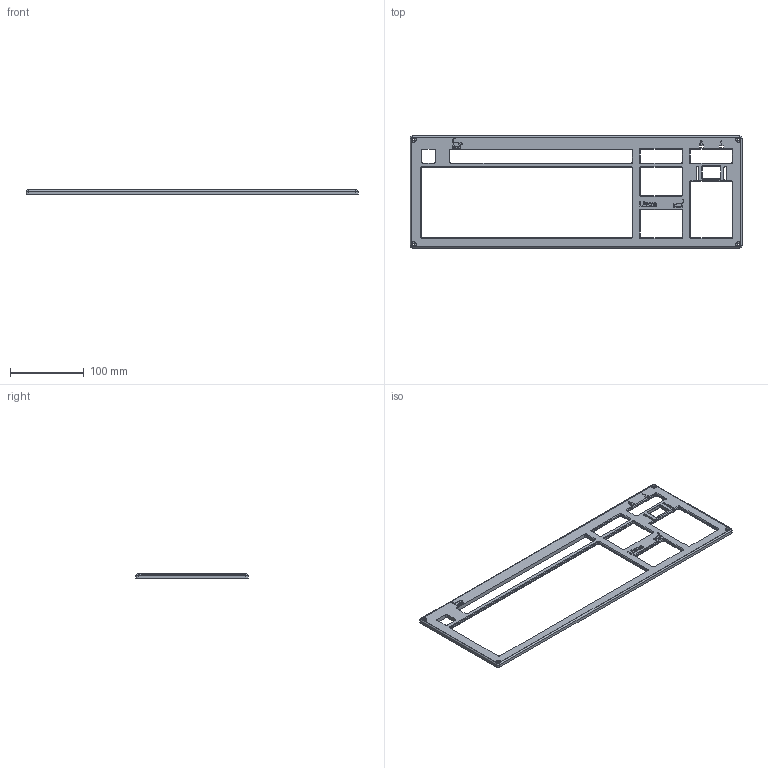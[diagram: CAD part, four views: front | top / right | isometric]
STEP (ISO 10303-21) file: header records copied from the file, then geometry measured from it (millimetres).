
FILE_DESCRIPTION(/* description */ ('','CAx-IF Rec.Pracs.---Representation and Presentation of Product Manufacturing Information (PMI)---4.0---2014-10-13'),/* implementation_level */ '2;1');
FILE_NAME(/* name */ 'Top.step',/* time_stamp */ '2025-02-26T15:55:22+01:00',/* author */ (''),/* organization */ (''),/* preprocessor_version */ 'ST-DEVELOPER v20',/* originating_system */ 'Autodesk Translation Framework v13.20.0.188',/* authorisation */ '');
FILE_SCHEMA (('AP242_MANAGED_MODEL_BASED_3D_ENGINEERING_MIM_LF { 1 0 10303 442 1 1 4 }'));
Length unit declared in the file: millimetre
Products named in the file (1): Top
Bounding box: 449 x 151.5 x 6.5 mm (x, y, z)
Volume: 131627.4 mm3; surface area: 67402.2 mm2
Topology: 9 solids, 9 shells, 669 faces, 1772 edges, 1118 vertices
Faces by surface type: bspline 306, cylinder 149, plane 139, torus 75
Full cylindrical faces by diameter (mm): 3.2 x4, 7 x4
Entity records: 23085 total; most frequent: CARTESIAN_POINT 8584, ORIENTED_EDGE 3544, DIRECTION 2367, EDGE_CURVE 1772, VERTEX_POINT 1118, AXIS2_PLACEMENT_3D 803, LINE 761, VECTOR 761
